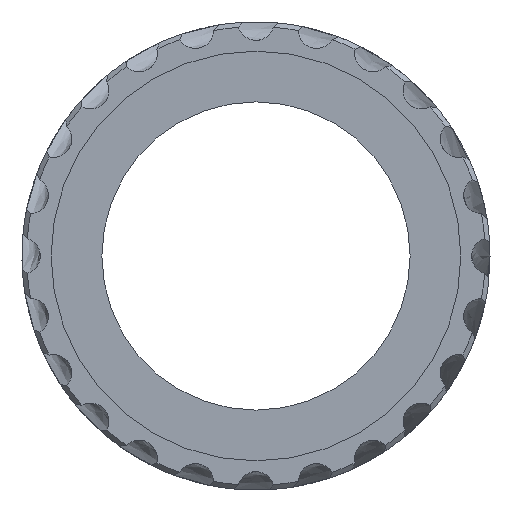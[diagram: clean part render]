
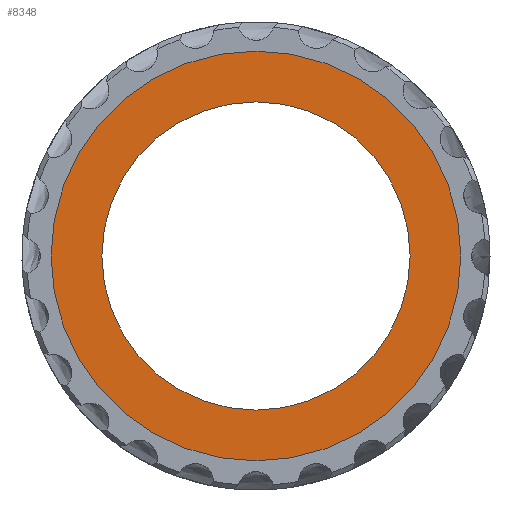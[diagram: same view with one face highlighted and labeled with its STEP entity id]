
A CAD part, front view. The second image highlights one B-rep face of the part: STEP entity #8348.
In plain terms, the highlighted planar face has unit normal (0, -1, 0).
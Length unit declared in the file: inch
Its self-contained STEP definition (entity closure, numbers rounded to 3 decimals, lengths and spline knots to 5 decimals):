
#275 = AXIS2_PLACEMENT_3D ( 'NONE', #5100, #8157, #12353 ) ;
#283 = CARTESIAN_POINT ( 'NONE',  ( 0.082, 0., 0. ) ) ;
#480 = EDGE_CURVE ( 'NONE', #1485, #6127, #5222, .T. ) ;
#675 = CARTESIAN_POINT ( 'NONE',  ( 0.109, 0., 0. ) ) ;
#693 = CARTESIAN_POINT ( 'NONE',  ( 0., 0., 0. ) ) ;
#1064 = AXIS2_PLACEMENT_3D ( 'NONE', #675, #7988, #5926 ) ;
#1214 = CIRCLE ( 'NONE', #275, 0.109 ) ;
#1254 = EDGE_CURVE ( 'NONE', #1984, #7355, #1214, .T. ) ;
#1485 = VERTEX_POINT ( 'NONE', #8589 ) ;
#1493 = ORIENTED_EDGE ( 'NONE', *, *, #6739, .T. ) ;
#1984 = VERTEX_POINT ( 'NONE', #9321 ) ;
#3140 = EDGE_LOOP ( 'NONE', ( #11379, #9341 ) ) ;
#3287 = DIRECTION ( 'NONE',  ( 0., 1., 0. ) ) ;
#4061 = ORIENTED_EDGE ( 'NONE', *, *, #480, .T. ) ;
#5100 = CARTESIAN_POINT ( 'NONE',  ( 0., 0., 0. ) ) ;
#5222 = CIRCLE ( 'NONE', #7404, 0.082 ) ;
#5662 = DIRECTION ( 'NONE',  ( 0., -1., 0. ) ) ;
#5926 = DIRECTION ( 'NONE',  ( 1., 0., 0. ) ) ;
#6127 = VERTEX_POINT ( 'NONE', #283 ) ;
#6159 = FACE_OUTER_BOUND ( 'NONE', #3140, .T. ) ;
#6739 = EDGE_CURVE ( 'NONE', #6127, #1485, #12660, .T. ) ;
#7355 = VERTEX_POINT ( 'NONE', #8207 ) ;
#7404 = AXIS2_PLACEMENT_3D ( 'NONE', #9492, #3287, #9444 ) ;
#7867 = DIRECTION ( 'NONE',  ( 0., 1., 0. ) ) ;
#7910 = AXIS2_PLACEMENT_3D ( 'NONE', #693, #7867, #11129 ) ;
#7988 = DIRECTION ( 'NONE',  ( 0., -1., 0. ) ) ;
#8157 = DIRECTION ( 'NONE',  ( 0., -1., 0. ) ) ;
#8207 = CARTESIAN_POINT ( 'NONE',  ( -0.109, 0., 0. ) ) ;
#8278 = EDGE_CURVE ( 'NONE', #7355, #1984, #11364, .T. ) ;
#8348 = ADVANCED_FACE ( 'NONE', ( #11995, #6159 ), #8926, .T. ) ;
#8589 = CARTESIAN_POINT ( 'NONE',  ( -0.082, 0., 0. ) ) ;
#8926 = PLANE ( 'NONE',  #1064 ) ;
#9321 = CARTESIAN_POINT ( 'NONE',  ( 0.109, 0., 0. ) ) ;
#9341 = ORIENTED_EDGE ( 'NONE', *, *, #8278, .T. ) ;
#9444 = DIRECTION ( 'NONE',  ( -1., 0., 0. ) ) ;
#9492 = CARTESIAN_POINT ( 'NONE',  ( 0., 0., 0. ) ) ;
#11129 = DIRECTION ( 'NONE',  ( -1., 0., 0. ) ) ;
#11151 = DIRECTION ( 'NONE',  ( 1., 0., 0. ) ) ;
#11364 = CIRCLE ( 'NONE', #12879, 0.109 ) ;
#11379 = ORIENTED_EDGE ( 'NONE', *, *, #1254, .T. ) ;
#11870 = CARTESIAN_POINT ( 'NONE',  ( 0., 0., 0. ) ) ;
#11995 = FACE_BOUND ( 'NONE', #12952, .T. ) ;
#12353 = DIRECTION ( 'NONE',  ( 1., 0., 0. ) ) ;
#12660 = CIRCLE ( 'NONE', #7910, 0.082 ) ;
#12879 = AXIS2_PLACEMENT_3D ( 'NONE', #11870, #5662, #11151 ) ;
#12952 = EDGE_LOOP ( 'NONE', ( #4061, #1493 ) ) ;
